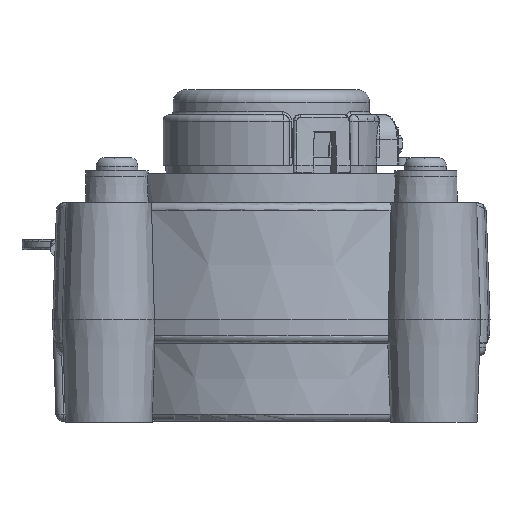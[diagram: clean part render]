
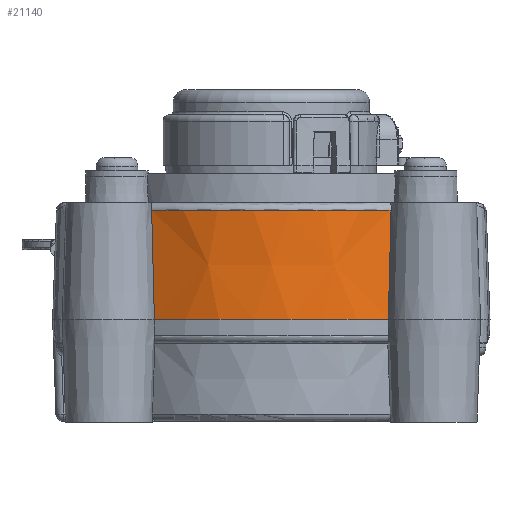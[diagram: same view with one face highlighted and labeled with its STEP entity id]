
A CAD part, front view. The second image highlights one B-rep face of the part: STEP entity #21140.
In plain terms, the highlighted conical face has half-angle 2 degrees and reference radius 22.225 mm.
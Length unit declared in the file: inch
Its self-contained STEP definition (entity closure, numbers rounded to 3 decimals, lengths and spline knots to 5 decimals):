
#63=CONICAL_SURFACE('',#22723,0.875,0.035);
#882=CIRCLE('',#22626,0.875);
#930=CIRCLE('',#22724,0.85972);
#2358=FACE_OUTER_BOUND('',#3500,.T.);
#3500=EDGE_LOOP('',(#16891,#16892,#16893,#16894));
#7934=B_SPLINE_CURVE_WITH_KNOTS('',3,(#37987,#37988,#37989,#37990),
 .UNSPECIFIED.,.F.,.F.,(4,4),(-2.13371,-1.11807),
 .UNSPECIFIED.);
#7935=B_SPLINE_CURVE_WITH_KNOTS('',3,(#37991,#37992,#37993,#37994),
 .UNSPECIFIED.,.F.,.F.,(4,4),(1.04836,2.06401),
 .UNSPECIFIED.);
#9377=VERTEX_POINT('',#37063);
#9378=VERTEX_POINT('',#37064);
#9439=VERTEX_POINT('',#37984);
#9440=VERTEX_POINT('',#37985);
#11949=EDGE_CURVE('',#9377,#9378,#882,.T.);
#12063=EDGE_CURVE('',#9439,#9440,#930,.T.);
#12064=EDGE_CURVE('',#9378,#9439,#7934,.T.);
#12065=EDGE_CURVE('',#9377,#9440,#7935,.T.);
#16891=ORIENTED_EDGE('',*,*,#12063,.F.);
#16892=ORIENTED_EDGE('',*,*,#12064,.F.);
#16893=ORIENTED_EDGE('',*,*,#11949,.F.);
#16894=ORIENTED_EDGE('',*,*,#12065,.T.);
#21140=ADVANCED_FACE('',(#2358),#63,.T.);
#22626=AXIS2_PLACEMENT_3D('',#37065,#26228,#26229);
#22723=AXIS2_PLACEMENT_3D('',#37983,#26455,#26456);
#22724=AXIS2_PLACEMENT_3D('',#37986,#26457,#26458);
#26228=DIRECTION('center_axis',(0.,0.,-1.));
#26229=DIRECTION('ref_axis',(1.,0.,0.));
#26455=DIRECTION('center_axis',(0.,0.,-1.));
#26456=DIRECTION('ref_axis',(1.,0.,0.));
#26457=DIRECTION('center_axis',(0.,0.,1.));
#26458=DIRECTION('ref_axis',(1.,0.,0.));
#37063=CARTESIAN_POINT('',(0.46784,-0.73943,0.));
#37064=CARTESIAN_POINT('',(-0.46784,-0.73943,0.));
#37065=CARTESIAN_POINT('Origin',(0.,0.,0.));
#37983=CARTESIAN_POINT('Origin',(0.,0.,0.));
#37984=CARTESIAN_POINT('',(-0.47883,-0.71403,0.43756));
#37985=CARTESIAN_POINT('',(0.47883,-0.71403,0.43756));
#37986=CARTESIAN_POINT('Origin',(0.,0.,0.43756));
#37987=CARTESIAN_POINT('Ctrl Pts',(-0.46784,-0.73943,
0.));
#37988=CARTESIAN_POINT('Ctrl Pts',(-0.47108,-0.73139,
0.1448));
#37989=CARTESIAN_POINT('Ctrl Pts',(-0.47472,-0.72289,
0.29247));
#37990=CARTESIAN_POINT('Ctrl Pts',(-0.47883,-0.71403,
0.43756));
#37991=CARTESIAN_POINT('Ctrl Pts',(0.46784,-0.73943,
0.));
#37992=CARTESIAN_POINT('Ctrl Pts',(0.47108,-0.73139,
0.1448));
#37993=CARTESIAN_POINT('Ctrl Pts',(0.47472,-0.72289,
0.29247));
#37994=CARTESIAN_POINT('Ctrl Pts',(0.47883,-0.71403,
0.43756));
